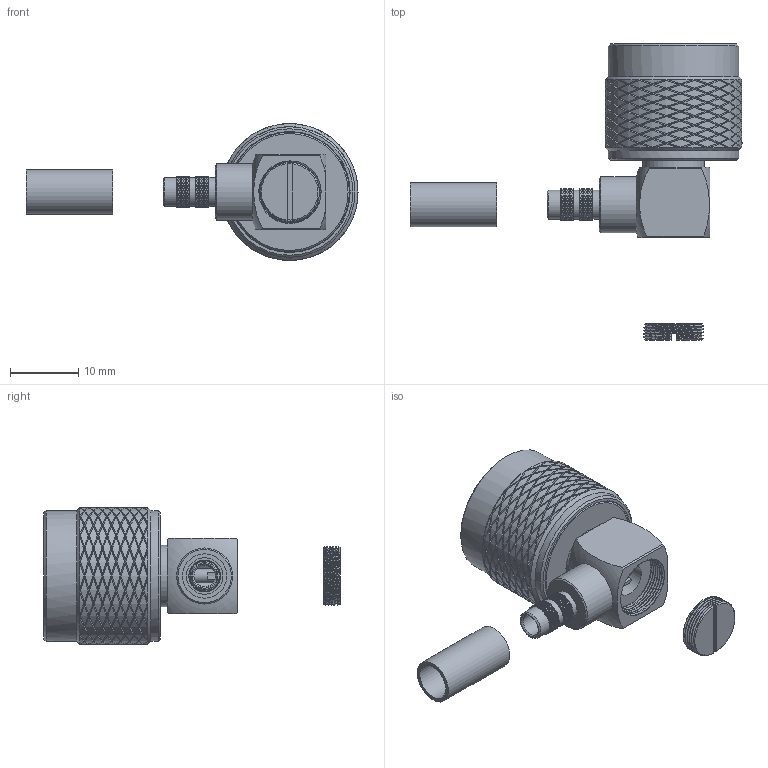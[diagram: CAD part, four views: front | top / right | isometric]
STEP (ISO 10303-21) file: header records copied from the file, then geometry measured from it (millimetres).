
FILE_DESCRIPTION(/* description */ ('Unknown'),/* implementation_level */ '2;1');
FILE_NAME(/* name */ '60436022211521',/* time_stamp */ '2022-04-12T10:00:43+02:00',/* author */ ('Unknown'),/* organization */ ('Unknown'),/* preprocessor_version */ 'ST-DEVELOPER v16.7',/* originating_system */ 'Solid Edge',/* authorisation */ 'Unknown');
FILE_SCHEMA (('AUTOMOTIVE_DESIGN {1 0 10303 214 3 1 1}'));
Length unit declared in the file: millimetre
Products named in the file (1): 60436022211521
Bounding box: 48.55 x 43.3 x 19.98 mm (x, y, z)
Volume: 4520.4 mm3; surface area: 6980.9 mm2
Topology: 4 solids, 4 shells, 4744 faces, 9797 edges, 5085 vertices
Faces by surface type: bspline 3473, cylinder 1005, plane 163, cone 99, torus 4
Full cylindrical faces by diameter (mm): 1.65 x1, 2.1 x3, 2.15 x2, 2.5 x1, 3.15 x1, 4.27 x2, 4.4 x1, 4.85 x1, 5.33 x1, 5.75 x1, 5.9 x1, 6.48 x1, 7 x1, 7.7 x1, 8 x1, 8.2 x2, 9 x2, 16.5 x3, 17.5 x2, 17.7 x2, 19.1 x2
Entity records: 258750 total; most frequent: CARTESIAN_POINT 176763, ORIENTED_EDGE 19438, EDGE_CURVE 9719, VERTEX_POINT 5061, EDGE_LOOP 4828, FACE_BOUND 4828, ADVANCED_FACE 4743, DIRECTION 3834
